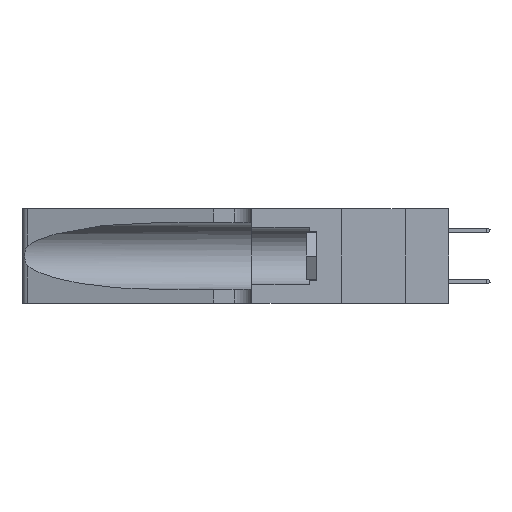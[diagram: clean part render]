
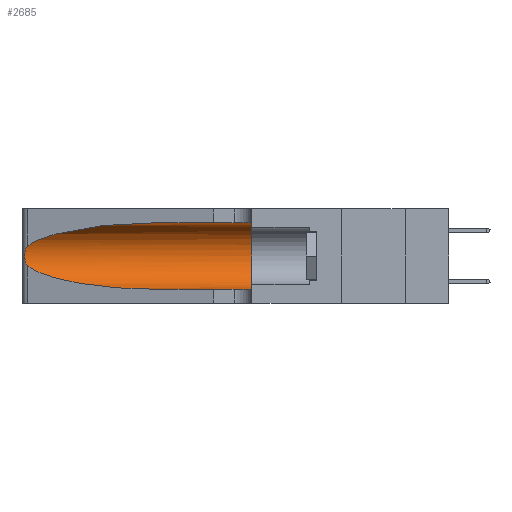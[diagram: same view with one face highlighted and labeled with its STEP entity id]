
A CAD part, left-side view. The second image highlights one B-rep face of the part: STEP entity #2685.
In plain terms, the highlighted cylindrical face has radius 3.308 mm (diameter 6.617 mm), a partial arc.
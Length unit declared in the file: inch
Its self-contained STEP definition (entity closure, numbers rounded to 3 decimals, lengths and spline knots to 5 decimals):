
#32 = CARTESIAN_POINT ( 'NONE',  ( 0.1305, 0.72297, 0.05475 ) ) ;
#640 = EDGE_CURVE ( 'NONE', #14503, #4284, #9954, .T. ) ;
#661 = CARTESIAN_POINT ( 'NONE',  ( 0.26018, 1.23835, 0.19895 ) ) ;
#1962 = CARTESIAN_POINT ( 'NONE',  ( 0.2373, 1.15595, 0.28018 ) ) ;
#1972 = VECTOR ( 'NONE', #6698, 39.37008 ) ;
#2514 = CARTESIAN_POINT ( 'NONE',  ( 0.25639, 1.23184, 0.21858 ) ) ;
#2685 = ADVANCED_FACE ( 'NONE', ( #11578 ), #14716, .F. ) ;
#2820 = CARTESIAN_POINT ( 'NONE',  ( 0.1305, 1.61858, 0.05475 ) ) ;
#3634 = ORIENTED_EDGE ( 'NONE', *, *, #5579, .T. ) ;
#3658 = ORIENTED_EDGE ( 'NONE', *, *, #15659, .T. ) ;
#4284 = VERTEX_POINT ( 'NONE', #7148 ) ;
#4978 = DIRECTION ( 'NONE',  ( 0., 0., 1. ) ) ;
#5336 = VERTEX_POINT ( 'NONE', #23619 ) ;
#5410 = ORIENTED_EDGE ( 'NONE', *, *, #640, .T. ) ;
#5579 = EDGE_CURVE ( 'NONE', #4284, #5336, #13906, .T. ) ;
#6698 = DIRECTION ( 'NONE',  ( 0., -1., 0. ) ) ;
#7101 = CARTESIAN_POINT ( 'NONE',  ( 0.25487, 1.22718, 0.14631 ) ) ;
#7148 = CARTESIAN_POINT ( 'NONE',  ( 0.25487, 1.22718, 0.14631 ) ) ;
#7318 = CARTESIAN_POINT ( 'NONE',  ( 0.1305, 0.35, 0.05475 ) ) ;
#8106 = CARTESIAN_POINT ( 'NONE',  ( 0.25856, 1.23593, 0.16098 ) ) ;
#8262 = CARTESIAN_POINT ( 'NONE',  ( 0.25487, 1.22718, 0.22369 ) ) ;
#8507 = CARTESIAN_POINT ( 'NONE',  ( 0.25555, 1.22993, 0.14849 ) ) ;
#8872 = CARTESIAN_POINT ( 'NONE',  ( 0.1305, 0.35, 0.31525 ) ) ;
#9017 = VECTOR ( 'NONE', #13695, 39.37008 ) ;
#9283 = EDGE_CURVE ( 'NONE', #13026, #14729, #23379, .T. ) ;
#9695 = LINE ( 'NONE', #2820, #1972 ) ;
#9954 = B_SPLINE_CURVE_WITH_KNOTS ( 'NONE', 3,
 ( #8262, #15620, #2514, #17455, #11605, #661, #13526, #15374, #19046, #8106, #20909, #15791, #8507, #7101 ),
 .UNSPECIFIED., .F., .F.,
 ( 4, 2, 2, 2, 2, 2, 4 ),
 ( 0., 0.00027, 0.00053, 0.00107, 0.0016, 0.00187, 0.00214 ),
 .UNSPECIFIED. ) ;
#10196 = DIRECTION ( 'NONE',  ( 0., 0., -1. ) ) ;
#10473 = EDGE_CURVE ( 'NONE', #22153, #13026, #22453, .T. ) ;
#10841 = ORIENTED_EDGE ( 'NONE', *, *, #9283, .F. ) ;
#10942 = CARTESIAN_POINT ( 'NONE',  ( 0.18966, 0.96281, 0.05475 ) ) ;
#11402 =( BOUNDED_CURVE ( )  B_SPLINE_CURVE ( 3, ( #14391, #16244, #1962, #16469 ),
 .UNSPECIFIED., .F., .F. ) 
 B_SPLINE_CURVE_WITH_KNOTS ( ( 4, 4 ),
 ( 1.5708, 2.84003 ),
 .UNSPECIFIED. ) 
 CURVE ( )  GEOMETRIC_REPRESENTATION_ITEM ( )  RATIONAL_B_SPLINE_CURVE ( ( 1., 0.87, 0.87, 1. ) ) 
 REPRESENTATION_ITEM ( '' )  );
#11578 = FACE_OUTER_BOUND ( 'NONE', #19134, .T. ) ;
#11605 = CARTESIAN_POINT ( 'NONE',  ( 0.25854, 1.2359, 0.20912 ) ) ;
#11608 = EDGE_CURVE ( 'NONE', #22153, #14503, #11402, .T. ) ;
#13026 = VERTEX_POINT ( 'NONE', #8872 ) ;
#13526 = CARTESIAN_POINT ( 'NONE',  ( 0.26075, 1.23896, 0.19203 ) ) ;
#13576 = CARTESIAN_POINT ( 'NONE',  ( 0.25487, 1.22718, 0.22369 ) ) ;
#13695 = DIRECTION ( 'NONE',  ( 0., -1., 0. ) ) ;
#13906 =( BOUNDED_CURVE ( )  B_SPLINE_CURVE ( 3, ( #17406, #22749, #10942, #32 ),
 .UNSPECIFIED., .F., .T. ) 
 B_SPLINE_CURVE_WITH_KNOTS ( ( 4, 4 ),
 ( 3.44316, 4.71239 ),
 .UNSPECIFIED. ) 
 CURVE ( )  GEOMETRIC_REPRESENTATION_ITEM ( )  RATIONAL_B_SPLINE_CURVE ( ( 1., 0.87, 0.87, 1. ) ) 
 REPRESENTATION_ITEM ( '' )  );
#14391 = CARTESIAN_POINT ( 'NONE',  ( 0.1305, 0.72297, 0.31525 ) ) ;
#14503 = VERTEX_POINT ( 'NONE', #13576 ) ;
#14716 = CYLINDRICAL_SURFACE ( 'NONE', #22590, 0.13025 ) ;
#14729 = VERTEX_POINT ( 'NONE', #7318 ) ;
#15282 = ORIENTED_EDGE ( 'NONE', *, *, #10473, .F. ) ;
#15374 = CARTESIAN_POINT ( 'NONE',  ( 0.26075, 1.23896, 0.178 ) ) ;
#15620 = CARTESIAN_POINT ( 'NONE',  ( 0.25555, 1.22994, 0.2215 ) ) ;
#15659 = EDGE_CURVE ( 'NONE', #5336, #14729, #9695, .T. ) ;
#15791 = CARTESIAN_POINT ( 'NONE',  ( 0.25639, 1.23186, 0.15144 ) ) ;
#16244 = CARTESIAN_POINT ( 'NONE',  ( 0.18966, 0.96281, 0.31525 ) ) ;
#16469 = CARTESIAN_POINT ( 'NONE',  ( 0.25487, 1.22718, 0.22369 ) ) ;
#17406 = CARTESIAN_POINT ( 'NONE',  ( 0.25487, 1.22718, 0.14631 ) ) ;
#17455 = CARTESIAN_POINT ( 'NONE',  ( 0.25787, 1.23484, 0.2124 ) ) ;
#17801 = DIRECTION ( 'NONE',  ( 0., 1., 0. ) ) ;
#17957 = CARTESIAN_POINT ( 'NONE',  ( 0.1305, 0.35, 0.185 ) ) ;
#19046 = CARTESIAN_POINT ( 'NONE',  ( 0.26017, 1.23833, 0.17102 ) ) ;
#19132 = CARTESIAN_POINT ( 'NONE',  ( 0.1305, 1.61858, 0.31525 ) ) ;
#19134 = EDGE_LOOP ( 'NONE', ( #22171, #5410, #3634, #3658, #10841, #15282 ) ) ;
#19478 = CARTESIAN_POINT ( 'NONE',  ( 0.1305, 1.61858, 0.185 ) ) ;
#20909 = CARTESIAN_POINT ( 'NONE',  ( 0.25789, 1.23486, 0.15765 ) ) ;
#21261 = DIRECTION ( 'NONE',  ( 0., -1., 0. ) ) ;
#21817 = AXIS2_PLACEMENT_3D ( 'NONE', #17957, #17801, #4978 ) ;
#22153 = VERTEX_POINT ( 'NONE', #22942 ) ;
#22171 = ORIENTED_EDGE ( 'NONE', *, *, #11608, .T. ) ;
#22453 = LINE ( 'NONE', #19132, #9017 ) ;
#22590 = AXIS2_PLACEMENT_3D ( 'NONE', #19478, #21261, #10196 ) ;
#22749 = CARTESIAN_POINT ( 'NONE',  ( 0.2373, 1.15595, 0.08982 ) ) ;
#22942 = CARTESIAN_POINT ( 'NONE',  ( 0.1305, 0.72297, 0.31525 ) ) ;
#23379 = CIRCLE ( 'NONE', #21817, 0.13025 ) ;
#23619 = CARTESIAN_POINT ( 'NONE',  ( 0.1305, 0.72297, 0.05475 ) ) ;
